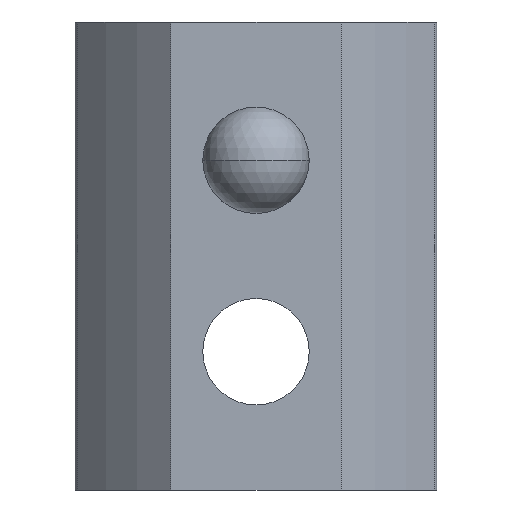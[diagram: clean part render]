
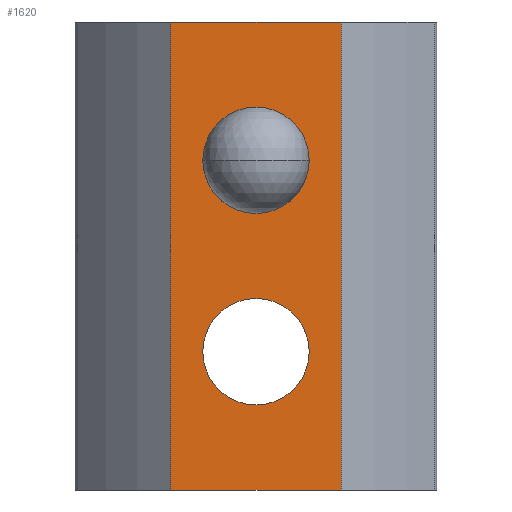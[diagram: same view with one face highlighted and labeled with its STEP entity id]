
A CAD part, front view. The second image highlights one B-rep face of the part: STEP entity #1620.
In plain terms, the highlighted planar face has unit normal (0, -1, 0).
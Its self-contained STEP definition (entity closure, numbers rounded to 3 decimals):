
#56 = CIRCLE ( 'NONE', #1626, 2.5 ) ;
#65 = AXIS2_PLACEMENT_3D ( 'NONE', #1364, #1350, #1345 ) ;
#73 = CARTESIAN_POINT ( 'NONE',  ( 4., -9.6, 22. ) ) ;
#124 = DIRECTION ( 'NONE',  ( 0., 0., -1. ) ) ;
#142 = EDGE_CURVE ( 'NONE', #738, #1821, #56, .T. ) ;
#195 = EDGE_LOOP ( 'NONE', ( #1381, #1455 ) ) ;
#276 = LINE ( 'NONE', #399, #571 ) ;
#316 = EDGE_CURVE ( 'NONE', #1846, #703, #1232, .T. ) ;
#323 = VERTEX_POINT ( 'NONE', #1272 ) ;
#328 = VERTEX_POINT ( 'NONE', #1336 ) ;
#393 = EDGE_LOOP ( 'NONE', ( #1207, #1315 ) ) ;
#399 = CARTESIAN_POINT ( 'NONE',  ( -4., -9.6, 22. ) ) ;
#400 = EDGE_CURVE ( 'NONE', #1846, #328, #276, .T. ) ;
#412 = EDGE_CURVE ( 'NONE', #664, #595, #897, .T. ) ;
#421 = EDGE_CURVE ( 'NONE', #595, #664, #1020, .T. ) ;
#492 = CARTESIAN_POINT ( 'NONE',  ( 0., -9.6, 4. ) ) ;
#495 = EDGE_CURVE ( 'NONE', #1821, #738, #1222, .T. ) ;
#571 = VECTOR ( 'NONE', #124, 1000. ) ;
#574 = EDGE_CURVE ( 'NONE', #703, #323, #2001, .T. ) ;
#579 = VECTOR ( 'NONE', #1749, 1000. ) ;
#595 = VERTEX_POINT ( 'NONE', #671 ) ;
#664 = VERTEX_POINT ( 'NONE', #492 ) ;
#671 = CARTESIAN_POINT ( 'NONE',  ( 0., -9.6, 9. ) ) ;
#677 = DIRECTION ( 'NONE',  ( 0., 0., -1. ) ) ;
#703 = VERTEX_POINT ( 'NONE', #73 ) ;
#738 = VERTEX_POINT ( 'NONE', #1974 ) ;
#753 = DIRECTION ( 'NONE',  ( 1., 0., 0. ) ) ;
#758 = DIRECTION ( 'NONE',  ( 0., -1., 0. ) ) ;
#760 = CARTESIAN_POINT ( 'NONE',  ( 0., -9.6, 15.5 ) ) ;
#782 = EDGE_CURVE ( 'NONE', #328, #323, #1030, .T. ) ;
#807 = AXIS2_PLACEMENT_3D ( 'NONE', #1860, #1857, #1851 ) ;
#808 = CARTESIAN_POINT ( 'NONE',  ( 4., -9.6, 22. ) ) ;
#818 = AXIS2_PLACEMENT_3D ( 'NONE', #1931, #1924, #1918 ) ;
#897 = CIRCLE ( 'NONE', #818, 2.5 ) ;
#1020 = CIRCLE ( 'NONE', #807, 2.5 ) ;
#1030 = LINE ( 'NONE', #1723, #579 ) ;
#1044 = EDGE_LOOP ( 'NONE', ( #1507, #1560, #1781, #1801 ) ) ;
#1095 = CARTESIAN_POINT ( 'NONE',  ( -4., -9.6, 22. ) ) ;
#1170 = DIRECTION ( 'NONE',  ( -1., 0., 0. ) ) ;
#1172 = DIRECTION ( 'NONE',  ( 0., 1., 0. ) ) ;
#1207 = ORIENTED_EDGE ( 'NONE', *, *, #421, .T. ) ;
#1222 = CIRCLE ( 'NONE', #65, 2.5 ) ;
#1232 = LINE ( 'NONE', #1095, #1289 ) ;
#1244 = CARTESIAN_POINT ( 'NONE',  ( -4., -9.6, 22. ) ) ;
#1252 = PLANE ( 'NONE',  #1840 ) ;
#1272 = CARTESIAN_POINT ( 'NONE',  ( 4., -9.6, 0. ) ) ;
#1289 = VECTOR ( 'NONE', #1707, 1000. ) ;
#1315 = ORIENTED_EDGE ( 'NONE', *, *, #412, .T. ) ;
#1336 = CARTESIAN_POINT ( 'NONE',  ( -4., -9.6, 0. ) ) ;
#1345 = DIRECTION ( 'NONE',  ( 1., 0., 0. ) ) ;
#1350 = DIRECTION ( 'NONE',  ( 0., -1., 0. ) ) ;
#1364 = CARTESIAN_POINT ( 'NONE',  ( 0., -9.6, 15.5 ) ) ;
#1381 = ORIENTED_EDGE ( 'NONE', *, *, #495, .F. ) ;
#1455 = ORIENTED_EDGE ( 'NONE', *, *, #142, .F. ) ;
#1507 = ORIENTED_EDGE ( 'NONE', *, *, #782, .T. ) ;
#1560 = ORIENTED_EDGE ( 'NONE', *, *, #574, .F. ) ;
#1620 = ADVANCED_FACE ( 'NONE', ( #1782, #1629, #1651 ), #1252, .F. ) ;
#1626 = AXIS2_PLACEMENT_3D ( 'NONE', #760, #758, #753 ) ;
#1629 = FACE_BOUND ( 'NONE', #195, .T. ) ;
#1651 = FACE_OUTER_BOUND ( 'NONE', #1044, .T. ) ;
#1707 = DIRECTION ( 'NONE',  ( 1., 0., 0. ) ) ;
#1723 = CARTESIAN_POINT ( 'NONE',  ( -4., -9.6, 0. ) ) ;
#1749 = DIRECTION ( 'NONE',  ( 1., 0., 0. ) ) ;
#1781 = ORIENTED_EDGE ( 'NONE', *, *, #316, .F. ) ;
#1782 = FACE_BOUND ( 'NONE', #393, .T. ) ;
#1792 = VECTOR ( 'NONE', #677, 1000. ) ;
#1801 = ORIENTED_EDGE ( 'NONE', *, *, #400, .T. ) ;
#1810 = CARTESIAN_POINT ( 'NONE',  ( 2.5, -9.6, 15.5 ) ) ;
#1821 = VERTEX_POINT ( 'NONE', #1810 ) ;
#1840 = AXIS2_PLACEMENT_3D ( 'NONE', #1244, #1172, #1170 ) ;
#1846 = VERTEX_POINT ( 'NONE', #2004 ) ;
#1851 = DIRECTION ( 'NONE',  ( 0., 0., 1. ) ) ;
#1857 = DIRECTION ( 'NONE',  ( 0., 1., 0. ) ) ;
#1860 = CARTESIAN_POINT ( 'NONE',  ( 0., -9.6, 6.5 ) ) ;
#1918 = DIRECTION ( 'NONE',  ( 0., 0., 1. ) ) ;
#1924 = DIRECTION ( 'NONE',  ( 0., 1., 0. ) ) ;
#1931 = CARTESIAN_POINT ( 'NONE',  ( 0., -9.6, 6.5 ) ) ;
#1974 = CARTESIAN_POINT ( 'NONE',  ( -2.5, -9.6, 15.5 ) ) ;
#2001 = LINE ( 'NONE', #808, #1792 ) ;
#2004 = CARTESIAN_POINT ( 'NONE',  ( -4., -9.6, 22. ) ) ;
